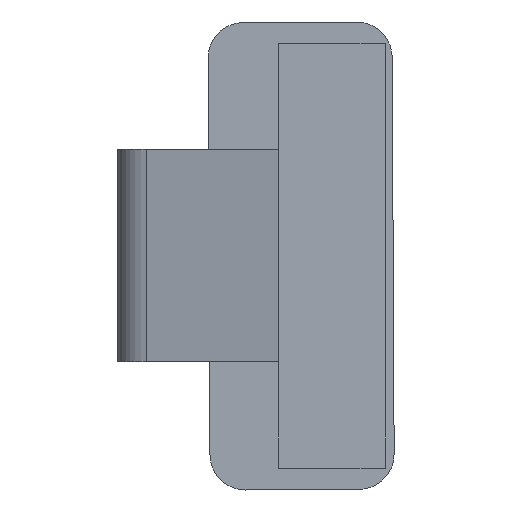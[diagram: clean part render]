
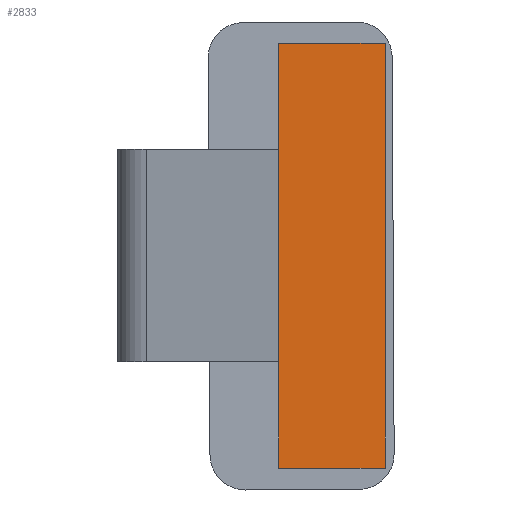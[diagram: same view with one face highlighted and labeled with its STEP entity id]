
A CAD part, front view. The second image highlights one B-rep face of the part: STEP entity #2833.
In plain terms, the highlighted planar face has unit normal (0, -1, 0).
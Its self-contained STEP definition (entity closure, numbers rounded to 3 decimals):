
#231=FACE_OUTER_BOUND('',#406,.T.);
#406=EDGE_LOOP('',(#2556,#2557,#2558,#2559));
#677=LINE('',#4625,#986);
#679=LINE('',#4630,#988);
#705=LINE('',#4680,#1014);
#717=LINE('',#4703,#1026);
#986=VECTOR('',#3785,10.);
#988=VECTOR('',#3789,10.);
#1014=VECTOR('',#3849,10.);
#1026=VECTOR('',#3883,10.);
#1368=VERTEX_POINT('',#4621);
#1369=VERTEX_POINT('',#4623);
#1370=VERTEX_POINT('',#4627);
#1371=VERTEX_POINT('',#4629);
#1735=EDGE_CURVE('',#1368,#1369,#677,.T.);
#1737=EDGE_CURVE('',#1371,#1370,#679,.T.);
#1763=EDGE_CURVE('',#1368,#1370,#705,.T.);
#1775=EDGE_CURVE('',#1369,#1371,#717,.T.);
#2556=ORIENTED_EDGE('',*,*,#1775,.T.);
#2557=ORIENTED_EDGE('',*,*,#1737,.T.);
#2558=ORIENTED_EDGE('',*,*,#1763,.F.);
#2559=ORIENTED_EDGE('',*,*,#1735,.T.);
#2678=PLANE('',#3090);
#2833=ADVANCED_FACE('',(#231),#2678,.T.);
#3090=AXIS2_PLACEMENT_3D('',#4704,#3884,#3885);
#3785=DIRECTION('',(1.,0.,0.));
#3789=DIRECTION('',(-1.,0.,0.));
#3849=DIRECTION('',(0.,0.,1.));
#3883=DIRECTION('',(0.,0.,1.));
#3884=DIRECTION('center_axis',(0.,-1.,0.));
#3885=DIRECTION('ref_axis',(1.,0.,0.));
#4621=CARTESIAN_POINT('',(9.663,-34.339,-1.5));
#4623=CARTESIAN_POINT('',(11.163,-34.339,-1.5));
#4625=CARTESIAN_POINT('',(9.969,-34.339,-1.5));
#4627=CARTESIAN_POINT('',(9.663,-34.339,4.5));
#4629=CARTESIAN_POINT('',(11.163,-34.339,4.5));
#4630=CARTESIAN_POINT('',(9.969,-34.339,4.5));
#4680=CARTESIAN_POINT('',(9.663,-34.339,0.));
#4703=CARTESIAN_POINT('',(11.163,-34.339,0.));
#4704=CARTESIAN_POINT('Origin',(9.663,-34.339,0.));
